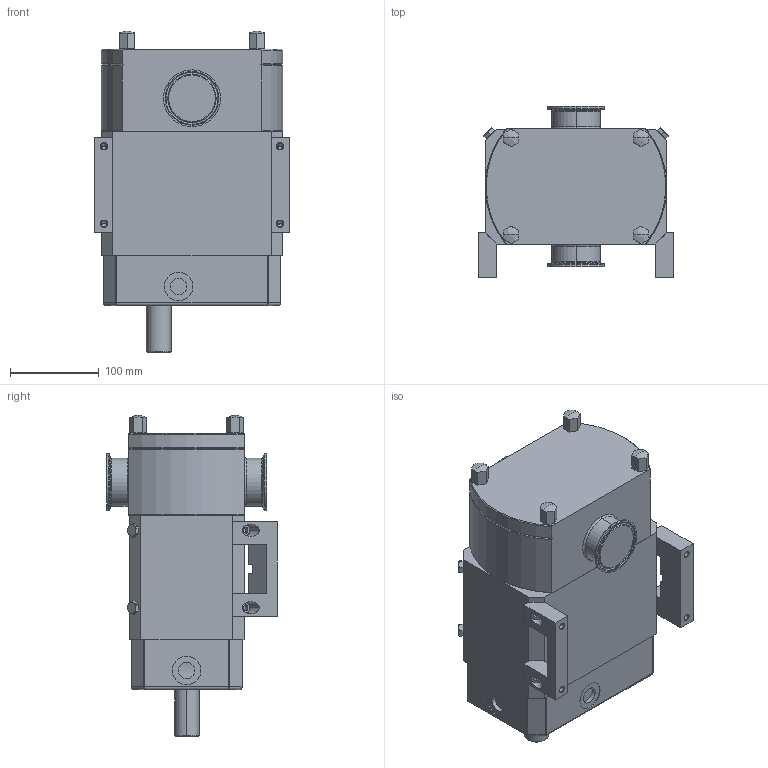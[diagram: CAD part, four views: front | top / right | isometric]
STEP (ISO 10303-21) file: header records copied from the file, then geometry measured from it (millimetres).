
FILE_DESCRIPTION((''),'2;1');
FILE_NAME('FL2S75L_2_TRI_CLAMP_SW0001','2023-01-23T10:31:01',('DS'),(''),'CREO PARAMETRIC BY PTC INC, 2022281','CREO PARAMETRIC BY PTC INC, 2022281','');
FILE_SCHEMA(('CONFIG_CONTROL_DESIGN'));
Length unit declared in the file: millimetre
Products named in the file (1): FL2S75L_2_TRI_CLAMP_SW0001
Bounding box: 218.97 x 191.98 x 361.15 mm (x, y, z)
Volume: 7533996.1 mm3; surface area: 300611.7 mm2
Topology: 1 solids, 1 shells, 419 faces, 984 edges, 587 vertices
Faces by surface type: plane 171, cylinder 102, cone 94, torus 32, bspline 16, sphere 4
Entity records: 14593 total; most frequent: CARTESIAN_POINT 5321, ORIENTED_EDGE 1916, DIRECTION 1886, EDGE_CURVE 958, AXIS2_PLACEMENT_3D 725, VERTEX_POINT 587, EDGE_LOOP 469, VECTOR 436
